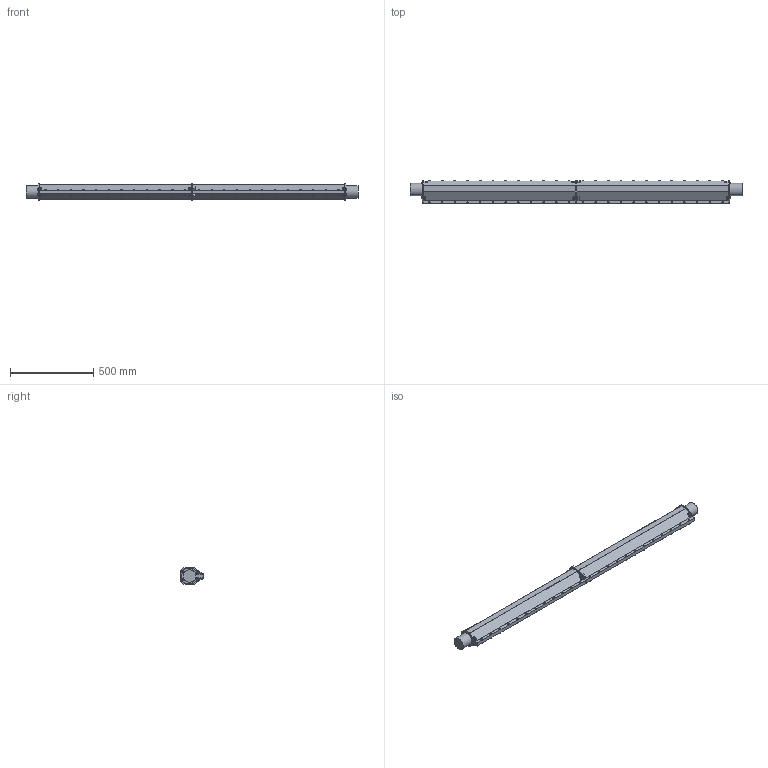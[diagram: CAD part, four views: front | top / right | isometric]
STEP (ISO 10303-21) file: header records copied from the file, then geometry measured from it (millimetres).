
FILE_DESCRIPTION(/* description */ (''),/* implementation_level */ '2;1');
FILE_NAME(/* name */ 'MAP2xxxxxx072 DUMMY.stp',/* time_stamp */ '2018-02-05T10:14:31-05:00',/* author */ ('James'),/* organization */ (''),/* preprocessor_version */ 'ST-DEVELOPER v16.5',/* originating_system */ 'Autodesk Inventor 2017',/* authorisation */ '');
FILE_SCHEMA (('AUTOMOTIVE_DESIGN { 1 0 10303 214 3 1 1 }'));
Products named in the file (1): WIP
Bounding box: 1993.29 x 139.62 x 96.52 mm (x, y, z)
Volume: 16091678.6 mm3; surface area: 762646.2 mm2
Topology: 1 solids, 1 shells, 1531 faces, 3416 edges, 2167 vertices
Faces by surface type: plane 678, cone 464, cylinder 259, bspline 56, sphere 50, torus 24
Full cylindrical faces by diameter (mm): 5 x4, 5.024 x1, 5.041 x1, 8.5 x4, 9 x48, 9.5 x26, 10.5 x24, 11 x49, 76.2 x2
Entity records: 99489 total; most frequent: CARTESIAN_POINT 68552, ORIENTED_EDGE 6196, DIRECTION 6049, EDGE_CURVE 3098, AXIS2_PLACEMENT_3D 2565, VERTEX_POINT 2060, EDGE_LOOP 2032, FACE_OUTER_BOUND 1531
